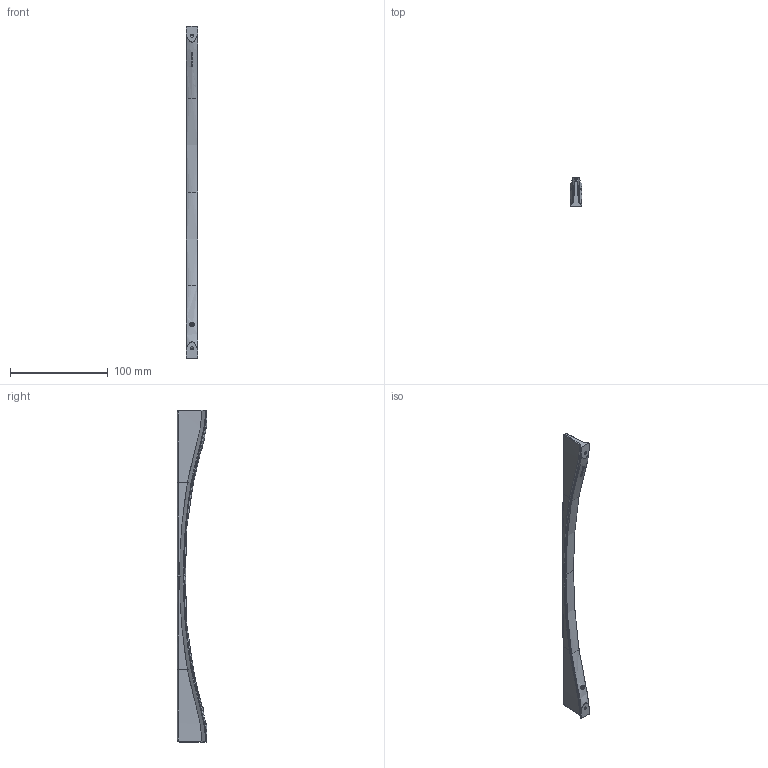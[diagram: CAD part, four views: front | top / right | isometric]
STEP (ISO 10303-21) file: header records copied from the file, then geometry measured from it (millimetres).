
FILE_DESCRIPTION(('Creo Elements/Direct Modeling STEP Export'),'2;1');
FILE_NAME('2340-340.stp','2022-05-31T11:16:40',(''),(''),'Creo Elements/Direct Modeling STEP processor for AP214 (Solid Model)','Creo Elements/Direct Modeling 20.0 12-Nov-2016 (C) Parametric Technology GmbH','');
FILE_SCHEMA(('AUTOMOTIVE_DESIGN { 1 0 10303 214 1 1 1 1 }'));
Length unit declared in the file: millimetre
Products named in the file (2): ZN-9444
Assembly tree (1 placements, depth 2):
  ZN-9444
    ZN-9444
Bounding box: 11.85 x 30 x 340 mm (x, y, z)
Volume: 38851.4 mm3; surface area: 17557 mm2
Topology: 1 solids, 1 shells, 484 faces, 1330 edges, 864 vertices
Faces by surface type: plane 348, bspline 96, cylinder 23, extrusion 13, cone 4
Entity records: 34554 total; most frequent: CARTESIAN_POINT 23776, ORIENTED_EDGE 2652, EDGE_CURVE 1326, DIRECTION 1184, VERTEX_POINT 864, B_SPLINE_CURVE_WITH_KNOTS 839, SURFACE_CURVE 728, EDGE_LOOP 504
